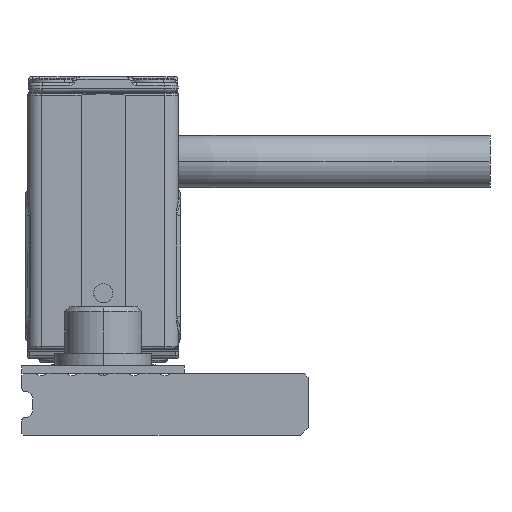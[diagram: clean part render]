
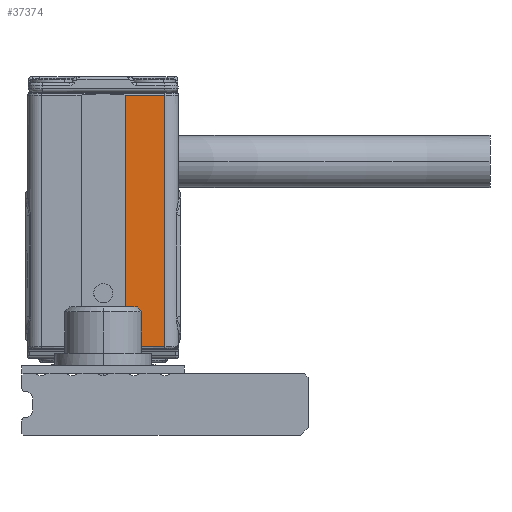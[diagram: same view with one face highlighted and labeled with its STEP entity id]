
A CAD part, left-side view. The second image highlights one B-rep face of the part: STEP entity #37374.
In plain terms, the highlighted face is planar.
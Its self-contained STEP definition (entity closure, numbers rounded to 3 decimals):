
#37354=AXIS2_PLACEMENT_3D('Plane Axis2P3D',#37351,#37352,#37353) ;
#17395=CARTESIAN_POINT('Line Origine',(-220.554,34.481,-16.627)) ;
#17399=CARTESIAN_POINT('Vertex',(-220.554,34.481,0.084)) ;
#17401=CARTESIAN_POINT('Vertex',(-220.554,34.481,-32.418)) ;
#36739=CARTESIAN_POINT('Line Origine',(-220.484,30.466,0.084)) ;
#36743=CARTESIAN_POINT('Vertex',(-220.465,29.364,0.084)) ;
#37351=CARTESIAN_POINT('Axis2P3D Location',(-220.415,26.5,-34.492)) ;
#37356=CARTESIAN_POINT('Line Origine',(-220.465,29.364,-16.167)) ;
#37360=CARTESIAN_POINT('Vertex',(-220.465,29.364,-32.418)) ;
#37363=CARTESIAN_POINT('Line Origine',(-220.509,31.923,-32.418)) ;
#17396=DIRECTION('Vector Direction',(0.,0.,-1.)) ;
#36740=DIRECTION('Vector Direction',(0.017,-1.,0.)) ;
#37352=DIRECTION('Axis2P3D Direction',(-1.,-0.017,-0.)) ;
#37353=DIRECTION('Axis2P3D XDirection',(0.,0.,-1.)) ;
#37357=DIRECTION('Vector Direction',(0.,0.,-1.)) ;
#37364=DIRECTION('Vector Direction',(0.017,-1.,0.)) ;
#17397=VECTOR('Line Direction',#17396,1.) ;
#36741=VECTOR('Line Direction',#36740,1.) ;
#37358=VECTOR('Line Direction',#37357,1.) ;
#37365=VECTOR('Line Direction',#37364,1.) ;
#37369=ORIENTED_EDGE('',*,*,#37362,.T.) ;
#37370=ORIENTED_EDGE('',*,*,#37367,.F.) ;
#37371=ORIENTED_EDGE('',*,*,#17403,.F.) ;
#37372=ORIENTED_EDGE('',*,*,#36745,.F.) ;
#37374=ADVANCED_FACE('Brep With Voids',(#37373),#37355,.F.) ;
#17403=EDGE_CURVE('',#17400,#17402,#17398,.T.) ;
#36745=EDGE_CURVE('',#36744,#17400,#36742,.F.) ;
#37362=EDGE_CURVE('',#36744,#37361,#37359,.T.) ;
#37367=EDGE_CURVE('',#17402,#37361,#37366,.T.) ;
#37368=EDGE_LOOP('',(#37369,#37370,#37371,#37372)) ;
#37373=FACE_OUTER_BOUND('',#37368,.T.) ;
#17398=LINE('Line',#17395,#17397) ;
#36742=LINE('Line',#36739,#36741) ;
#37359=LINE('Line',#37356,#37358) ;
#37366=LINE('Line',#37363,#37365) ;
#37355=PLANE('',#37354) ;
#17400=VERTEX_POINT('',#17399) ;
#17402=VERTEX_POINT('',#17401) ;
#36744=VERTEX_POINT('',#36743) ;
#37361=VERTEX_POINT('',#37360) ;
